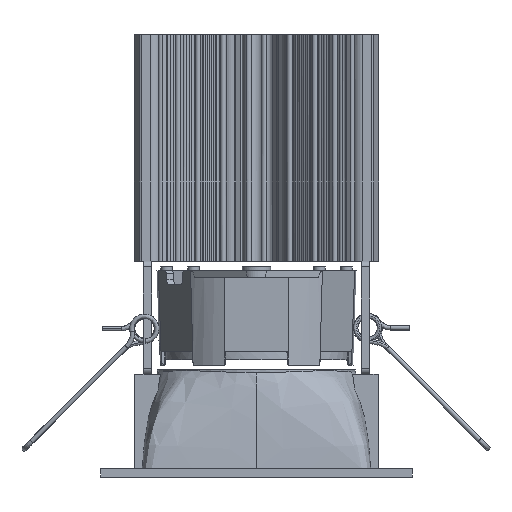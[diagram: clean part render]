
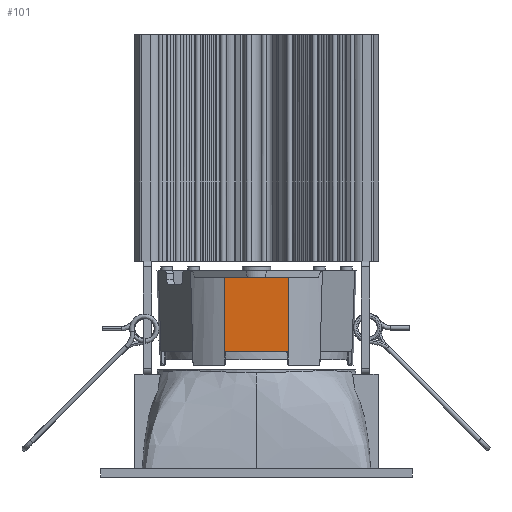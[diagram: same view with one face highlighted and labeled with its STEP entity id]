
A CAD part, front view. The second image highlights one B-rep face of the part: STEP entity #101.
In plain terms, the highlighted planar face has unit normal (0, -0.999, -0.035).
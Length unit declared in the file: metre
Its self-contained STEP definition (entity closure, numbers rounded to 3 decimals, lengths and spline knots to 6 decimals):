
#101=ADVANCED_FACE('',(#1055),#16362,.T.);
#1055=FACE_OUTER_BOUND('',#2009,.T.);
#2009=EDGE_LOOP('',(#3165,#3166,#3167,#3168,#3169,#3170,#3171,#3172));
#3165=ORIENTED_EDGE('',*,*,#8571,.T.);
#3166=ORIENTED_EDGE('',*,*,#8572,.T.);
#3167=ORIENTED_EDGE('',*,*,#8573,.T.);
#3168=ORIENTED_EDGE('',*,*,#8574,.T.);
#3169=ORIENTED_EDGE('',*,*,#8575,.T.);
#3170=ORIENTED_EDGE('',*,*,#8576,.T.);
#3171=ORIENTED_EDGE('',*,*,#8577,.T.);
#3172=ORIENTED_EDGE('',*,*,#8578,.T.);
#8571=EDGE_CURVE('',#14052,#14053,#11219,.T.);
#8572=EDGE_CURVE('',#14053,#14054,#12587,.T.);
#8573=EDGE_CURVE('',#14054,#14055,#11220,.T.);
#8574=EDGE_CURVE('',#14055,#14056,#11221,.T.);
#8575=EDGE_CURVE('',#14056,#14057,#11222,.T.);
#8576=EDGE_CURVE('',#14057,#14058,#12588,.T.);
#8577=EDGE_CURVE('',#14058,#14059,#11223,.T.);
#8578=EDGE_CURVE('',#14059,#14052,#11224,.T.);
#11219=B_SPLINE_CURVE_WITH_KNOTS('',1,(#21074,#21075),.UNSPECIFIED.,.F.,
 .F.,(2,2),(0.,0.002119),.UNSPECIFIED.);
#11220=B_SPLINE_CURVE_WITH_KNOTS('',3,(#21081,#21082,#21083,#21084),
 .UNSPECIFIED.,.F.,.F.,(4,4),(0.,1.),.UNSPECIFIED.);
#11221=B_SPLINE_CURVE_WITH_KNOTS('',1,(#21085,#21086),.UNSPECIFIED.,.F.,
 .F.,(2,2),(-0.011378,0.),.UNSPECIFIED.);
#11222=B_SPLINE_CURVE_WITH_KNOTS('',3,(#21087,#21088,#21089,#21090),
 .UNSPECIFIED.,.F.,.F.,(4,4),(-1.,0.),.UNSPECIFIED.);
#11223=B_SPLINE_CURVE_WITH_KNOTS('',1,(#21096,#21097),.UNSPECIFIED.,.F.,
 .F.,(2,2),(-0.002119,0.),.UNSPECIFIED.);
#11224=B_SPLINE_CURVE_WITH_KNOTS('',1,(#21098,#21099),.UNSPECIFIED.,.F.,
 .F.,(2,2),(-0.010966,0.),.UNSPECIFIED.);
#12587=(
BOUNDED_CURVE()
B_SPLINE_CURVE(2,(#21076,#21077,#21078,#21079,#21080),.UNSPECIFIED.,.F.,
 .F.)
B_SPLINE_CURVE_WITH_KNOTS((3,2,3),(0.001848,0.001899,
0.001941),.UNSPECIFIED.)
CURVE()
GEOMETRIC_REPRESENTATION_ITEM()
RATIONAL_B_SPLINE_CURVE((1.,0.997,1.,0.998,1.))
REPRESENTATION_ITEM('')
);
#12588=(
BOUNDED_CURVE()
B_SPLINE_CURVE(2,(#21091,#21092,#21093,#21094,#21095),.UNSPECIFIED.,.F.,
 .F.)
B_SPLINE_CURVE_WITH_KNOTS((3,2,3),(0.000907,0.000949,
0.001),.UNSPECIFIED.)
CURVE()
GEOMETRIC_REPRESENTATION_ITEM()
RATIONAL_B_SPLINE_CURVE((1.,0.998,1.,0.997,1.))
REPRESENTATION_ITEM('')
);
#14052=VERTEX_POINT('',#20352);
#14053=VERTEX_POINT('',#20353);
#14054=VERTEX_POINT('',#20354);
#14055=VERTEX_POINT('',#20355);
#14056=VERTEX_POINT('',#20356);
#14057=VERTEX_POINT('',#20357);
#14058=VERTEX_POINT('',#20358);
#14059=VERTEX_POINT('',#20359);
#16362=PLANE('',#16753);
#16753=AXIS2_PLACEMENT_3D('',#17683,#17060,$);
#17060=DIRECTION('',(0.,-0.999,-0.035));
#17683=CARTESIAN_POINT('',(0.606739,0.004829,-0.730405));
#20352=CARTESIAN_POINT('',(0.004195,-0.016284,-0.1258));
#20353=CARTESIAN_POINT('',(0.004295,-0.01621,-0.127916));
#20354=CARTESIAN_POINT('',(0.004312,-0.016207,-0.128));
#20355=CARTESIAN_POINT('',(0.004401,-0.016742,-0.1127));
#20356=CARTESIAN_POINT('',(-0.006976,-0.016742,-0.1127));
#20357=CARTESIAN_POINT('',(-0.006887,-0.016207,-0.128));
#20358=CARTESIAN_POINT('',(-0.006871,-0.01621,-0.127916));
#20359=CARTESIAN_POINT('',(-0.006771,-0.016284,-0.1258));
#21074=CARTESIAN_POINT('',(0.004195,-0.016284,-0.1258));
#21075=CARTESIAN_POINT('',(0.004295,-0.01621,-0.127916));
#21076=CARTESIAN_POINT('',(0.004295,-0.01621,-0.127916));
#21077=CARTESIAN_POINT('',(0.004297,-0.01621,-0.127939));
#21078=CARTESIAN_POINT('',(0.004301,-0.016209,-0.127962));
#21079=CARTESIAN_POINT('',(0.004305,-0.016208,-0.127981));
#21080=CARTESIAN_POINT('',(0.004312,-0.016207,-0.128));
#21081=CARTESIAN_POINT('',(0.004312,-0.016207,-0.128));
#21082=CARTESIAN_POINT('',(0.004342,-0.016386,-0.1229));
#21083=CARTESIAN_POINT('',(0.004372,-0.016564,-0.1178));
#21084=CARTESIAN_POINT('',(0.004401,-0.016742,-0.1127));
#21085=CARTESIAN_POINT('',(0.004401,-0.016742,-0.1127));
#21086=CARTESIAN_POINT('',(-0.006976,-0.016742,-0.1127));
#21087=CARTESIAN_POINT('',(-0.006976,-0.016742,-0.1127));
#21088=CARTESIAN_POINT('',(-0.006947,-0.016564,-0.1178));
#21089=CARTESIAN_POINT('',(-0.006917,-0.016386,-0.1229));
#21090=CARTESIAN_POINT('',(-0.006887,-0.016207,-0.128));
#21091=CARTESIAN_POINT('',(-0.006887,-0.016207,-0.128));
#21092=CARTESIAN_POINT('',(-0.006881,-0.016208,-0.127981));
#21093=CARTESIAN_POINT('',(-0.006877,-0.016209,-0.127962));
#21094=CARTESIAN_POINT('',(-0.006872,-0.01621,-0.127939));
#21095=CARTESIAN_POINT('',(-0.006871,-0.01621,-0.127916));
#21096=CARTESIAN_POINT('',(-0.006871,-0.01621,-0.127916));
#21097=CARTESIAN_POINT('',(-0.006771,-0.016284,-0.1258));
#21098=CARTESIAN_POINT('',(-0.006771,-0.016284,-0.1258));
#21099=CARTESIAN_POINT('',(0.004195,-0.016284,-0.1258));
